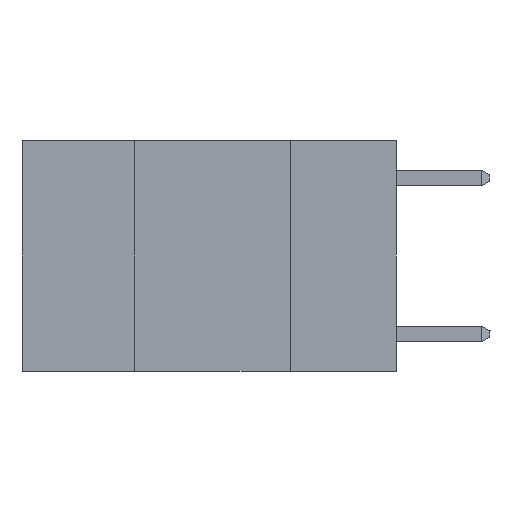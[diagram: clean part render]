
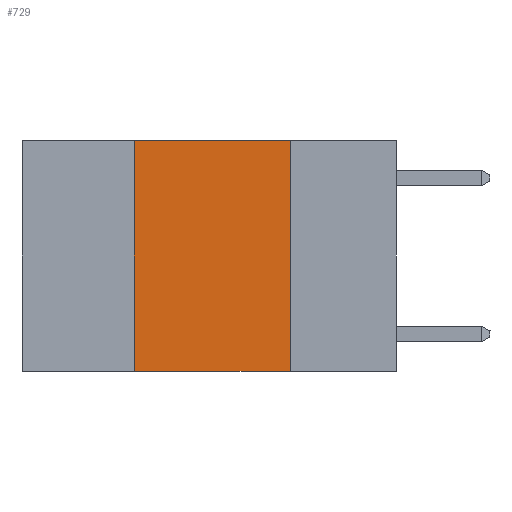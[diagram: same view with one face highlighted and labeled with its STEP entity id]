
A CAD part, left-side view. The second image highlights one B-rep face of the part: STEP entity #729.
In plain terms, the highlighted planar face has unit normal (-1, 0, 0).
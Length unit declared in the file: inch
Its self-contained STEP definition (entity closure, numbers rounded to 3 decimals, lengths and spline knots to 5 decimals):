
#67 = CARTESIAN_POINT ( 'NONE',  ( 0., 0.17, 0. ) ) ;
#729 = ADVANCED_FACE ( 'NONE', ( #10130 ), #24234, .F. ) ;
#772 = LINE ( 'NONE', #67, #11917 ) ;
#1640 = EDGE_CURVE ( 'NONE', #10710, #3605, #3376, .T. ) ;
#2368 = DIRECTION ( 'NONE',  ( 0., 0., -1. ) ) ;
#3152 = VECTOR ( 'NONE', #22780, 39.37008 ) ;
#3376 = LINE ( 'NONE', #20615, #3152 ) ;
#3605 = VERTEX_POINT ( 'NONE', #4907 ) ;
#3685 = EDGE_CURVE ( 'NONE', #10710, #3840, #14949, .T. ) ;
#3840 = VERTEX_POINT ( 'NONE', #23371 ) ;
#4525 = CARTESIAN_POINT ( 'NONE',  ( 0., 0.6, 0. ) ) ;
#4907 = CARTESIAN_POINT ( 'NONE',  ( 0., 0.17, -0.37 ) ) ;
#5231 = EDGE_CURVE ( 'NONE', #3840, #8311, #12294, .T. ) ;
#6196 = CARTESIAN_POINT ( 'NONE',  ( 0., 0.6, 0. ) ) ;
#8311 = VERTEX_POINT ( 'NONE', #15267 ) ;
#9671 = CARTESIAN_POINT ( 'NONE',  ( 0., 0.42, 0. ) ) ;
#10130 = FACE_OUTER_BOUND ( 'NONE', #17086, .T. ) ;
#10710 = VERTEX_POINT ( 'NONE', #24375 ) ;
#10941 = VECTOR ( 'NONE', #17251, 39.37008 ) ;
#11205 = DIRECTION ( 'NONE',  ( 1., 0., 0. ) ) ;
#11235 = AXIS2_PLACEMENT_3D ( 'NONE', #4525, #11205, #26328 ) ;
#11917 = VECTOR ( 'NONE', #2368, 39.37008 ) ;
#12294 = LINE ( 'NONE', #6196, #10941 ) ;
#14949 = LINE ( 'NONE', #9671, #14998 ) ;
#14998 = VECTOR ( 'NONE', #24873, 39.37008 ) ;
#15267 = CARTESIAN_POINT ( 'NONE',  ( 0., 0.17, 0. ) ) ;
#17086 = EDGE_LOOP ( 'NONE', ( #24253, #24352, #24408, #24815 ) ) ;
#17251 = DIRECTION ( 'NONE',  ( 0., -1., 0. ) ) ;
#20615 = CARTESIAN_POINT ( 'NONE',  ( 0., 0.6, -0.37 ) ) ;
#22780 = DIRECTION ( 'NONE',  ( 0., -1., 0. ) ) ;
#23371 = CARTESIAN_POINT ( 'NONE',  ( 0., 0.42, 0. ) ) ;
#24234 = PLANE ( 'NONE',  #11235 ) ;
#24253 = ORIENTED_EDGE ( 'NONE', *, *, #24695, .F. ) ;
#24352 = ORIENTED_EDGE ( 'NONE', *, *, #5231, .F. ) ;
#24375 = CARTESIAN_POINT ( 'NONE',  ( 0., 0.42, -0.37 ) ) ;
#24408 = ORIENTED_EDGE ( 'NONE', *, *, #3685, .F. ) ;
#24695 = EDGE_CURVE ( 'NONE', #8311, #3605, #772, .T. ) ;
#24815 = ORIENTED_EDGE ( 'NONE', *, *, #1640, .T. ) ;
#24873 = DIRECTION ( 'NONE',  ( 0., 0., 1. ) ) ;
#26328 = DIRECTION ( 'NONE',  ( 0., 0., -1. ) ) ;
